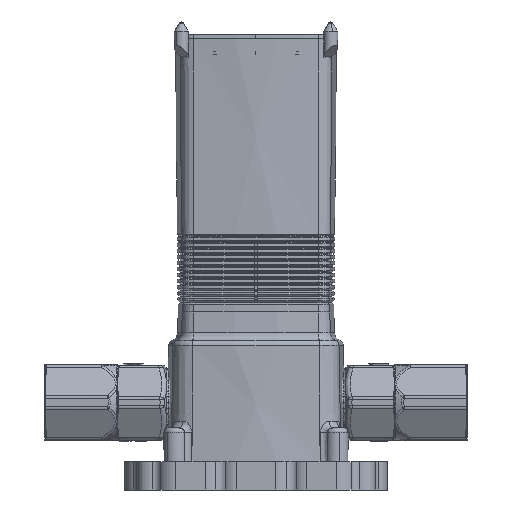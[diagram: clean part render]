
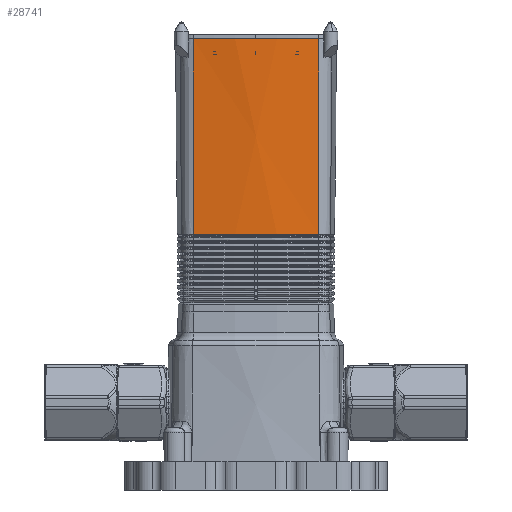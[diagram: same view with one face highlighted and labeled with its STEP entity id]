
A CAD part, left-side view. The second image highlights one B-rep face of the part: STEP entity #28741.
In plain terms, the highlighted conical face has half-angle 0.5 degrees and reference radius 151.777 mm.
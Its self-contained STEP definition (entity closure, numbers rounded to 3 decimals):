
#190 = DIRECTION ( 'NONE',  ( 0., 0., 1. ) ) ;
#2512 = CIRCLE ( 'NONE', #8271, 152.017 ) ;
#3710 = EDGE_CURVE ( 'NONE', #35490, #41276, #50168, .T. ) ;
#3799 = DIRECTION ( 'NONE',  ( 0.99, 0.139, 0. ) ) ;
#6810 = FACE_OUTER_BOUND ( 'NONE', #31635, .T. ) ;
#8271 = AXIS2_PLACEMENT_3D ( 'NONE', #37227, #190, #43461 ) ;
#15236 = AXIS2_PLACEMENT_3D ( 'NONE', #59955, #66175, #22566 ) ;
#18599 = CARTESIAN_POINT ( 'NONE',  ( -126.393, -22.161, 90.653 ) ) ;
#19183 = VECTOR ( 'NONE', #28732, 1000. ) ;
#22419 = VERTEX_POINT ( 'NONE', #29357 ) ;
#22566 = DIRECTION ( 'NONE',  ( 1., 0., 0. ) ) ;
#24313 = CARTESIAN_POINT ( 'NONE',  ( -126.992, -22.249, 160. ) ) ;
#24742 = EDGE_CURVE ( 'NONE', #22419, #35490, #2512, .T. ) ;
#25435 = CARTESIAN_POINT ( 'NONE',  ( -126.574, 22.188, 111.571 ) ) ;
#27216 = EDGE_CURVE ( 'NONE', #22419, #70478, #68971, .T. ) ;
#28732 = DIRECTION ( 'NONE',  ( -0.009, -0.001, 1. ) ) ;
#28741 = ADVANCED_FACE ( 'NONE', ( #6810 ), #68761, .T. ) ;
#28912 = ORIENTED_EDGE ( 'NONE', *, *, #3710, .T. ) ;
#29357 = CARTESIAN_POINT ( 'NONE',  ( -126.393, 22.161, 90.653 ) ) ;
#30201 = VECTOR ( 'NONE', #31687, 1000. ) ;
#31635 = EDGE_LOOP ( 'NONE', ( #55514, #52710, #28912, #42341 ) ) ;
#31687 = DIRECTION ( 'NONE',  ( -0.009, 0.001, 1. ) ) ;
#33049 = AXIS2_PLACEMENT_3D ( 'NONE', #77909, #40837, #3799 ) ;
#35490 = VERTEX_POINT ( 'NONE', #18599 ) ;
#37227 = CARTESIAN_POINT ( 'NONE',  ( 24., 0., 90.653 ) ) ;
#38648 = EDGE_CURVE ( 'NONE', #41276, #70478, #68529, .T. ) ;
#40788 = CARTESIAN_POINT ( 'NONE',  ( -126.992, 22.249, 160. ) ) ;
#40837 = DIRECTION ( 'NONE',  ( 0., 0., -1. ) ) ;
#41276 = VERTEX_POINT ( 'NONE', #24313 ) ;
#42341 = ORIENTED_EDGE ( 'NONE', *, *, #38648, .T. ) ;
#43461 = DIRECTION ( 'NONE',  ( 0.99, 0.139, 0. ) ) ;
#50168 = LINE ( 'NONE', #59618, #19183 ) ;
#52710 = ORIENTED_EDGE ( 'NONE', *, *, #24742, .T. ) ;
#55514 = ORIENTED_EDGE ( 'NONE', *, *, #27216, .F. ) ;
#59618 = CARTESIAN_POINT ( 'NONE',  ( -126.574, -22.188, 111.571 ) ) ;
#59955 = CARTESIAN_POINT ( 'NONE',  ( 24., 0., 63.143 ) ) ;
#66175 = DIRECTION ( 'NONE',  ( 0., 0., 1. ) ) ;
#68529 = CIRCLE ( 'NONE', #33049, 152.623 ) ;
#68761 = CONICAL_SURFACE ( 'NONE', #15236, 151.777, 0.009 ) ;
#68971 = LINE ( 'NONE', #25435, #30201 ) ;
#70478 = VERTEX_POINT ( 'NONE', #40788 ) ;
#77909 = CARTESIAN_POINT ( 'NONE',  ( 24., 0., 160. ) ) ;
